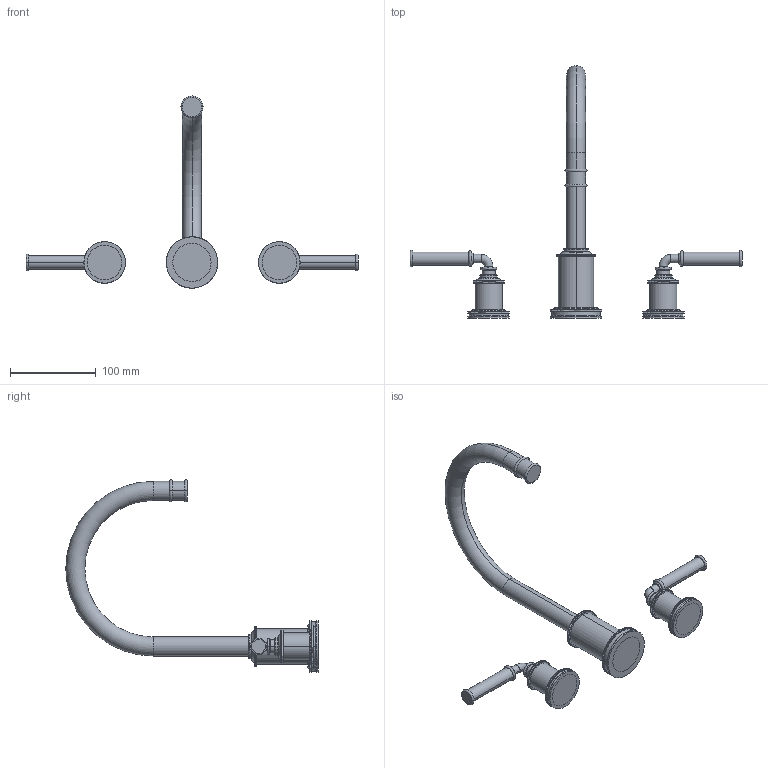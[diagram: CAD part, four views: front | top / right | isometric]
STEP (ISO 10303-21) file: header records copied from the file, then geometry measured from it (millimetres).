
FILE_DESCRIPTION((''),'2;1');
FILE_NAME('2940C_SW0001','2021-12-23T15:08:47',('gbazan'),(''),'CREO PARAMETRIC BY PTC INC, 2018400','CREO PARAMETRIC BY PTC INC, 2018400','');
FILE_SCHEMA(('CONFIG_CONTROL_DESIGN'));
Length unit declared in the file: inch
Products named in the file (1): 2940C_SW0001
Bounding box: 386.33 x 293.74 x 223.67 mm (x, y, z)
Volume: 417595.6 mm3; surface area: 77949.7 mm2
Topology: 3 solids, 3 shells, 2237 faces, 6523 edges, 4328 vertices
Faces by surface type: plane 1420, cylinder 741, torus 70, cone 6
Entity records: 74209 total; most frequent: CARTESIAN_POINT 13336, ORIENTED_EDGE 13046, DIRECTION 12627, EDGE_CURVE 6523, VECTOR 4881, LINE 4881, VERTEX_POINT 4328, AXIS2_PLACEMENT_3D 3873
